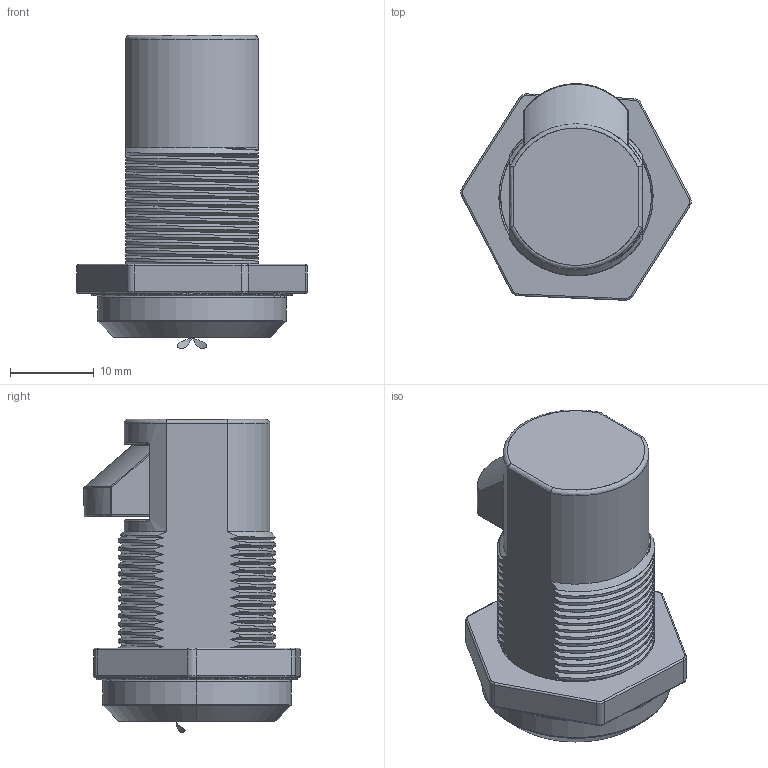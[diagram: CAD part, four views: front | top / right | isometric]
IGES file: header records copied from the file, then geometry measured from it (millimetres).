
Start section: SolidWorks IGES file using analytic representation for surfaces
Global section: file name: MS-826.IGS,15HSolidWorks; native system: 2010; preprocessor: SolidWorks 2010; author: Deathkiller; date: 140113.103203; units: millimetre
Bounding box: 27.49 x 25.81 x 37.4 mm (x, y, z)
Surface area: 7262 mm2 (no closed solid volume)
Topology: 0 solids, 0 shells, 491 faces, 4390 edges, 4382 vertices
Faces by surface type: bspline 299, revolution 192
